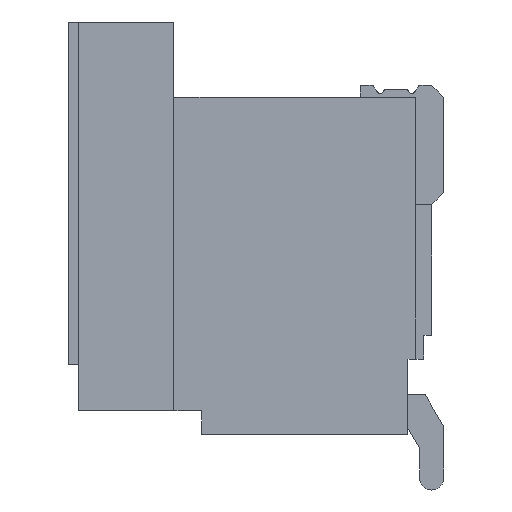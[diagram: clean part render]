
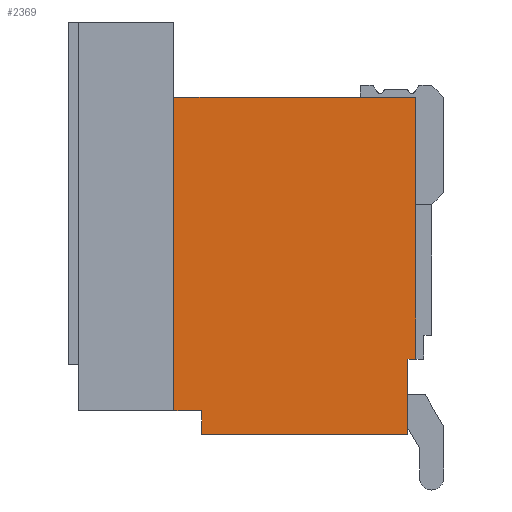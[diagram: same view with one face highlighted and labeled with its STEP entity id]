
A CAD part, left-side view. The second image highlights one B-rep face of the part: STEP entity #2369.
In plain terms, the highlighted planar face has unit normal (-1, 0, 0).
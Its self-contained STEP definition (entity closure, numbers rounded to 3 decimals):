
#358=ORIENTED_EDGE('',*,*,#946,.F.);
#359=ORIENTED_EDGE('',*,*,#884,.F.);
#360=ORIENTED_EDGE('',*,*,#891,.F.);
#361=ORIENTED_EDGE('',*,*,#947,.F.);
#362=ORIENTED_EDGE('',*,*,#948,.F.);
#363=ORIENTED_EDGE('',*,*,#949,.F.);
#364=ORIENTED_EDGE('',*,*,#950,.F.);
#365=ORIENTED_EDGE('',*,*,#935,.F.);
#884=EDGE_CURVE('',#1195,#1196,#1445,.T.);
#891=EDGE_CURVE('',#1200,#1195,#1452,.T.);
#935=EDGE_CURVE('',#1240,#1241,#1492,.T.);
#946=EDGE_CURVE('',#1196,#1240,#1503,.T.);
#947=EDGE_CURVE('',#1249,#1200,#1504,.T.);
#948=EDGE_CURVE('',#1250,#1249,#1505,.T.);
#949=EDGE_CURVE('',#1251,#1250,#1506,.T.);
#950=EDGE_CURVE('',#1241,#1251,#1507,.T.);
#1195=VERTEX_POINT('',#3508);
#1196=VERTEX_POINT('',#3510);
#1200=VERTEX_POINT('',#3521);
#1240=VERTEX_POINT('',#3613);
#1241=VERTEX_POINT('',#3615);
#1249=VERTEX_POINT('',#3637);
#1250=VERTEX_POINT('',#3639);
#1251=VERTEX_POINT('',#3641);
#1445=LINE('',#3509,#1764);
#1452=LINE('',#3522,#1771);
#1492=LINE('',#3614,#1811);
#1503=LINE('',#3635,#1822);
#1504=LINE('',#3636,#1823);
#1505=LINE('',#3638,#1824);
#1506=LINE('',#3640,#1825);
#1507=LINE('',#3642,#1826);
#1764=VECTOR('',#2844,1000.);
#1771=VECTOR('',#2853,1000.);
#1811=VECTOR('',#2917,1000.);
#1822=VECTOR('',#2932,1000.);
#1823=VECTOR('',#2933,1000.);
#1824=VECTOR('',#2934,1000.);
#1825=VECTOR('',#2935,1000.);
#1826=VECTOR('',#2936,1000.);
#2014=EDGE_LOOP('',(#358,#359,#360,#361,#362,#363,#364,#365));
#2137=FACE_BOUND('',#2014,.T.);
#2255=PLANE('',#2543);
#2369=ADVANCED_FACE('',(#2137),#2255,.F.);
#2543=AXIS2_PLACEMENT_3D('',#3634,#2930,#2931);
#2844=DIRECTION('',(0.,0.,1.));
#2853=DIRECTION('',(0.,1.,0.));
#2917=DIRECTION('',(0.,0.,-1.));
#2930=DIRECTION('',(1.,0.,0.));
#2931=DIRECTION('',(0.,0.,-1.));
#2932=DIRECTION('',(0.,-1.,0.));
#2933=DIRECTION('',(0.,0.,-1.));
#2934=DIRECTION('',(0.,1.,0.));
#2935=DIRECTION('',(0.,0.,-1.));
#2936=DIRECTION('',(0.,-1.,0.));
#3508=CARTESIAN_POINT('',(-2.2,4.25,-1.025));
#3509=CARTESIAN_POINT('',(-2.2,4.25,-1.025));
#3510=CARTESIAN_POINT('',(-2.2,4.25,2.025));
#3521=CARTESIAN_POINT('',(-2.2,0.3,-1.025));
#3522=CARTESIAN_POINT('',(-2.2,0.,-1.025));
#3613=CARTESIAN_POINT('',(-2.2,0.95,2.025));
#3614=CARTESIAN_POINT('',(-2.2,0.95,2.125));
#3615=CARTESIAN_POINT('',(-2.2,0.95,1.925));
#3634=CARTESIAN_POINT('',(-2.2,0.,0.));
#3635=CARTESIAN_POINT('',(-2.2,5.2,2.025));
#3636=CARTESIAN_POINT('',(-2.2,0.3,-0.675));
#3637=CARTESIAN_POINT('',(-2.2,0.3,-0.675));
#3638=CARTESIAN_POINT('',(-2.2,0.,-0.675));
#3639=CARTESIAN_POINT('',(-2.2,0.,-0.675));
#3640=CARTESIAN_POINT('',(-2.2,0.,1.925));
#3641=CARTESIAN_POINT('',(-2.2,0.,1.925));
#3642=CARTESIAN_POINT('',(-2.2,0.95,1.925));
